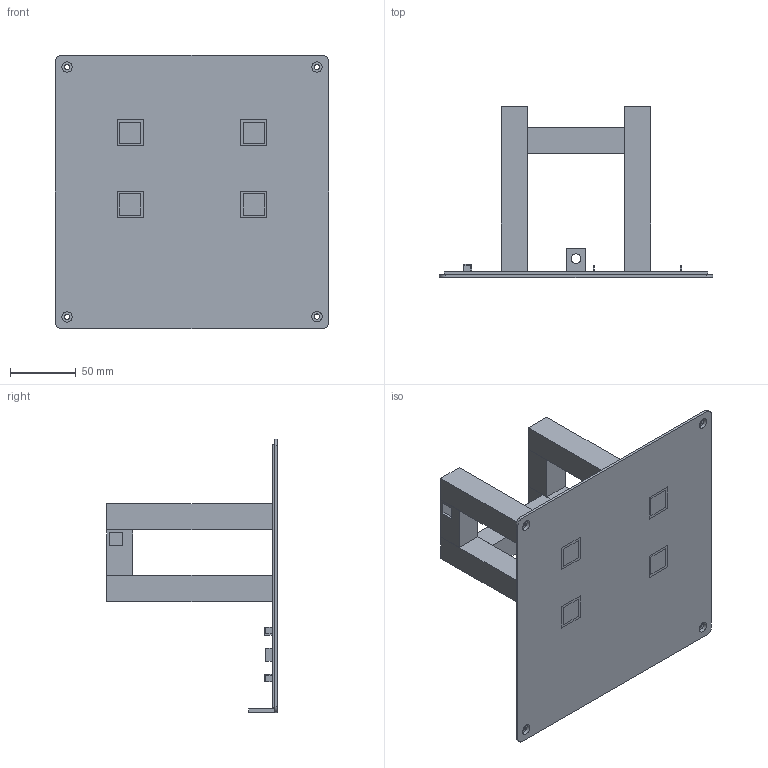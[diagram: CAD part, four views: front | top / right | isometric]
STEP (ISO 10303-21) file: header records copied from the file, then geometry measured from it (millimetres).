
FILE_DESCRIPTION(/* description */ (''),/* implementation_level */ '2;1');
FILE_NAME(/* name */ 'BasePlate.step',/* time_stamp */ '2024-06-14T10:47:42+02:00',/* author */ (''),/* organization */ (''),/* preprocessor_version */ 'ST-DEVELOPER v20',/* originating_system */ 'Autodesk Translation Framework v13.14.0.145',/* authorisation */ '');
FILE_SCHEMA (('AUTOMOTIVE_DESIGN { 1 0 10303 214 3 1 1 }'));
Length unit declared in the file: millimetre
Products named in the file (2): Feeder; BasePlate
Assembly tree (1 placements, depth 2):
  Feeder
    BasePlate
Bounding box: 208 x 130 x 208 mm (x, y, z)
Volume: 261679.1 mm3; surface area: 188896.6 mm2
Topology: 8 solids, 8 shells, 178 faces, 459 edges, 306 vertices
Faces by surface type: plane 157, cylinder 21
Full cylindrical faces by diameter (mm): 3 x4, 4 x8, 7.4 x1, 8 x4
Entity records: 5491 total; most frequent: CARTESIAN_POINT 946, ORIENTED_EDGE 918, DIRECTION 863, EDGE_CURVE 459, LINE 417, VECTOR 417, VERTEX_POINT 306, EDGE_LOOP 237
